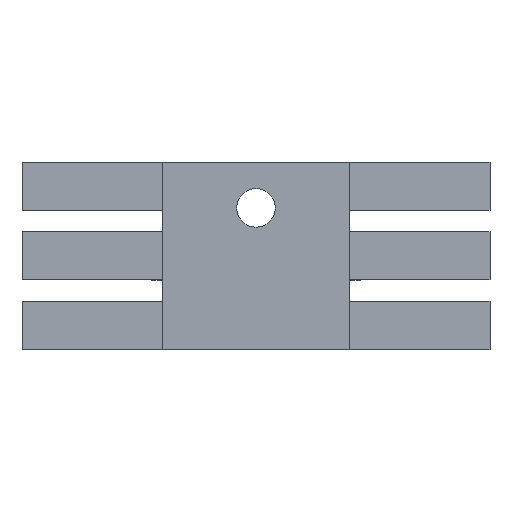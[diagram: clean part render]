
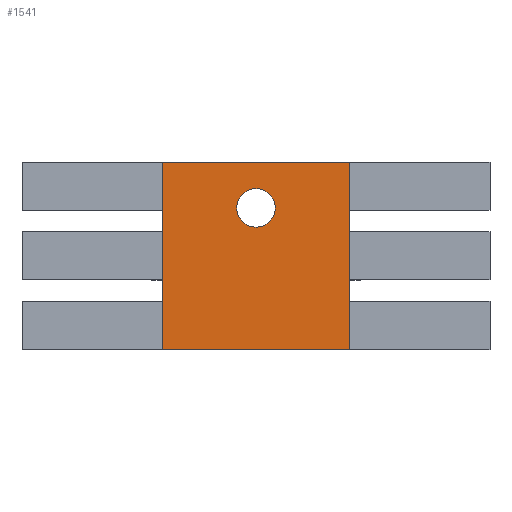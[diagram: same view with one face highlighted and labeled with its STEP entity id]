
A CAD part, top view. The second image highlights one B-rep face of the part: STEP entity #1541.
In plain terms, the highlighted planar face has unit normal (0, 0, 1).
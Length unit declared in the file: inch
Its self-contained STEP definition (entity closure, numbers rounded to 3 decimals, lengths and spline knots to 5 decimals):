
#78=CARTESIAN_POINT('',(0.072,0.18,0.04));
#79=VERTEX_POINT('',#78);
#95=CARTESIAN_POINT('',(-0.072,0.18,0.04));
#96=VERTEX_POINT('',#95);
#103=CARTESIAN_POINT('',(0.,0.18,0.04));
#104=DIRECTION('',(0.0,0.0,-1.0));
#105=DIRECTION('',(1.0,0.0,0.0));
#106=AXIS2_PLACEMENT_3D('',#103,#104,#105);
#107=CIRCLE('',#106,0.072);
#108=EDGE_CURVE('',#79,#96,#107,.T.);
#140=CARTESIAN_POINT('',(0.,0.18,0.04));
#141=DIRECTION('',(0.0,0.0,-1.0));
#142=DIRECTION('',(1.0,0.0,0.0));
#143=AXIS2_PLACEMENT_3D('',#140,#141,#142);
#144=CIRCLE('',#143,0.072);
#145=EDGE_CURVE('',#96,#79,#144,.T.);
#189=CARTESIAN_POINT('',(0.35,-0.09,0.04));
#190=VERTEX_POINT('',#189);
#227=CARTESIAN_POINT('',(0.35,-0.17,0.04));
#228=VERTEX_POINT('',#227);
#229=CARTESIAN_POINT('',(0.35,-0.17,0.04));
#230=DIRECTION('',(0.0,1.0,0.0));
#231=VECTOR('',#230,0.08);
#232=LINE('',#229,#231);
#233=EDGE_CURVE('',#228,#190,#232,.T.);
#314=CARTESIAN_POINT('',(0.35,-0.35,0.04));
#315=VERTEX_POINT('',#314);
#316=CARTESIAN_POINT('',(0.35,-0.35,0.04));
#317=DIRECTION('',(0.0,1.0,0.0));
#318=VECTOR('',#317,0.18);
#319=LINE('',#316,#318);
#320=EDGE_CURVE('',#315,#228,#319,.T.);
#353=CARTESIAN_POINT('',(0.35,0.09,0.04));
#354=VERTEX_POINT('',#353);
#361=CARTESIAN_POINT('',(0.35,-0.09,0.04));
#362=DIRECTION('',(0.0,1.0,0.0));
#363=VECTOR('',#362,0.18);
#364=LINE('',#361,#363);
#365=EDGE_CURVE('',#190,#354,#364,.T.);
#743=CARTESIAN_POINT('',(0.35,0.17,0.04));
#744=VERTEX_POINT('',#743);
#767=CARTESIAN_POINT('',(0.35,0.09,0.04));
#768=DIRECTION('',(0.0,1.0,0.0));
#769=VECTOR('',#768,0.08);
#770=LINE('',#767,#769);
#771=EDGE_CURVE('',#354,#744,#770,.T.);
#892=CARTESIAN_POINT('',(0.35,0.35,0.04));
#893=VERTEX_POINT('',#892);
#900=CARTESIAN_POINT('',(0.35,0.17,0.04));
#901=DIRECTION('',(0.0,1.0,0.0));
#902=VECTOR('',#901,0.18);
#903=LINE('',#900,#902);
#904=EDGE_CURVE('',#744,#893,#903,.T.);
#940=CARTESIAN_POINT('',(-0.35,-0.17,0.04));
#941=VERTEX_POINT('',#940);
#969=CARTESIAN_POINT('',(-0.35,-0.09,0.04));
#970=VERTEX_POINT('',#969);
#971=CARTESIAN_POINT('',(-0.35,-0.17,0.04));
#972=DIRECTION('',(0.0,1.0,0.0));
#973=VECTOR('',#972,0.08);
#974=LINE('',#971,#973);
#975=EDGE_CURVE('',#941,#970,#974,.T.);
#1042=CARTESIAN_POINT('',(-0.35,0.09,0.04));
#1043=VERTEX_POINT('',#1042);
#1044=CARTESIAN_POINT('',(-0.35,-0.09,0.04));
#1045=DIRECTION('',(0.0,1.0,0.0));
#1046=VECTOR('',#1045,0.18);
#1047=LINE('',#1044,#1046);
#1048=EDGE_CURVE('',#970,#1043,#1047,.T.);
#1081=CARTESIAN_POINT('',(-0.35,-0.35,0.04));
#1082=VERTEX_POINT('',#1081);
#1089=CARTESIAN_POINT('',(-0.35,-0.35,0.04));
#1090=DIRECTION('',(0.0,1.0,0.0));
#1091=VECTOR('',#1090,0.18);
#1092=LINE('',#1089,#1091);
#1093=EDGE_CURVE('',#1082,#941,#1092,.T.);
#1265=CARTESIAN_POINT('',(-0.35,0.17,0.04));
#1266=VERTEX_POINT('',#1265);
#1341=CARTESIAN_POINT('',(-0.35,0.09,0.04));
#1342=DIRECTION('',(0.0,1.0,0.0));
#1343=VECTOR('',#1342,0.08);
#1344=LINE('',#1341,#1343);
#1345=EDGE_CURVE('',#1043,#1266,#1344,.T.);
#1470=CARTESIAN_POINT('',(-0.35,0.35,0.04));
#1471=VERTEX_POINT('',#1470);
#1472=CARTESIAN_POINT('',(-0.35,0.17,0.04));
#1473=DIRECTION('',(0.0,1.0,0.0));
#1474=VECTOR('',#1473,0.18);
#1475=LINE('',#1472,#1474);
#1476=EDGE_CURVE('',#1266,#1471,#1475,.T.);
#1498=CARTESIAN_POINT('',(0.35,-0.35,0.04));
#1499=DIRECTION('',(-1.0,0.0,0.0));
#1500=VECTOR('',#1499,0.7);
#1501=LINE('',#1498,#1500);
#1502=EDGE_CURVE('',#315,#1082,#1501,.T.);
#1513=CARTESIAN_POINT('',(-0.35,-0.35,0.04));
#1514=DIRECTION('',(0.0,0.0,-1.0));
#1515=DIRECTION('',(-1.0,0.0,0.0));
#1516=AXIS2_PLACEMENT_3D('',#1513,#1514,#1515);
#1517=PLANE('',#1516);
#1518=CARTESIAN_POINT('',(-0.35,0.35,0.04));
#1519=DIRECTION('',(1.0,0.0,0.0));
#1520=VECTOR('',#1519,0.7);
#1521=LINE('',#1518,#1520);
#1522=EDGE_CURVE('',#1471,#893,#1521,.T.);
#1523=ORIENTED_EDGE('',*,*,#1522,.F.);
#1524=ORIENTED_EDGE('',*,*,#1476,.F.);
#1525=ORIENTED_EDGE('',*,*,#1345,.F.);
#1526=ORIENTED_EDGE('',*,*,#1048,.F.);
#1527=ORIENTED_EDGE('',*,*,#975,.F.);
#1528=ORIENTED_EDGE('',*,*,#1093,.F.);
#1529=ORIENTED_EDGE('',*,*,#1502,.F.);
#1530=ORIENTED_EDGE('',*,*,#320,.T.);
#1531=ORIENTED_EDGE('',*,*,#233,.T.);
#1532=ORIENTED_EDGE('',*,*,#365,.T.);
#1533=ORIENTED_EDGE('',*,*,#771,.T.);
#1534=ORIENTED_EDGE('',*,*,#904,.T.);
#1535=EDGE_LOOP('',(#1523,#1524,#1525,#1526,#1527,#1528,#1529,#1530,#1531,#1532,#1533,#1534));
#1536=FACE_OUTER_BOUND('',#1535,.T.);
#1537=ORIENTED_EDGE('',*,*,#108,.T.);
#1538=ORIENTED_EDGE('',*,*,#145,.T.);
#1539=EDGE_LOOP('',(#1537,#1538));
#1540=FACE_BOUND('',#1539,.T.);
#1541=ADVANCED_FACE('',(#1536,#1540),#1517,.F.);
